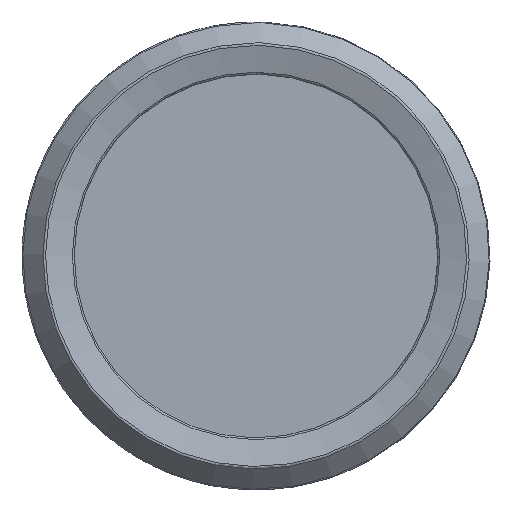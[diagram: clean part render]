
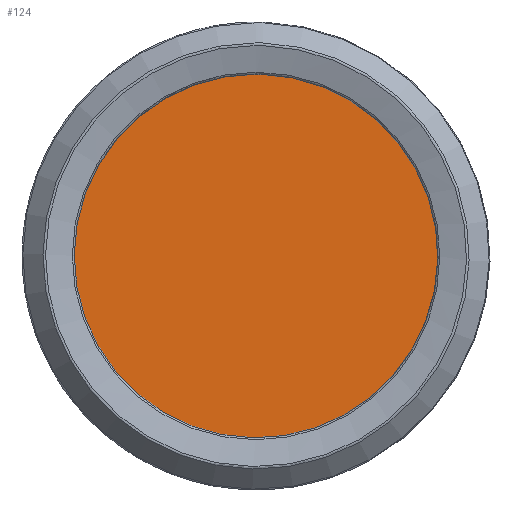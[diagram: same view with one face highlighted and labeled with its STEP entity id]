
A CAD part, left-side view. The second image highlights one B-rep face of the part: STEP entity #124.
In plain terms, the highlighted planar face has unit normal (-1, 0, 0).
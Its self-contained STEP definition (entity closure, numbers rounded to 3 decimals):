
#118=PLANE('',#430);
#120=FACE_OUTER_BOUND('',#242,.T.);
#124=ADVANCED_FACE('',(#120),#118,.F.);
#242=EDGE_LOOP('',(#294));
#294=ORIENTED_EDGE('',*,*,#370,.T.);
#344=VERTEX_POINT('',#589);
#370=EDGE_CURVE('',#344,#344,#396,.T.);
#396=CIRCLE('',#429,53.705);
#429=AXIS2_PLACEMENT_3D('',#588,#476,#477);
#430=AXIS2_PLACEMENT_3D('',#607,#479,#480);
#476=DIRECTION('',(-1.,0.,0.));
#477=DIRECTION('',(0.,0.,1.));
#479=DIRECTION('',(1.,0.,0.));
#480=DIRECTION('',(0.,0.,-1.));
#588=CARTESIAN_POINT('',(3.5,0.,0.));
#589=CARTESIAN_POINT('',(3.5,0.,53.705));
#607=CARTESIAN_POINT('',(3.5,33.,0.));
